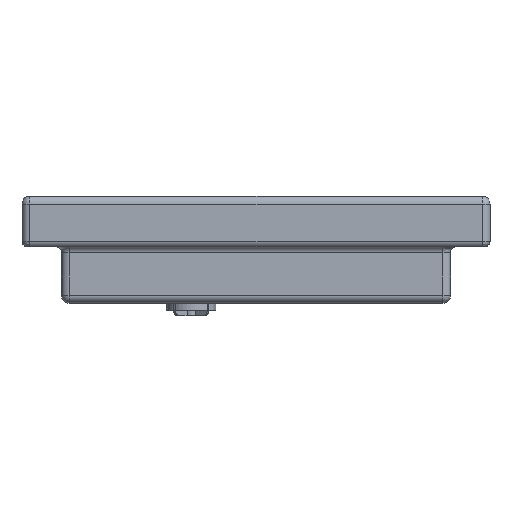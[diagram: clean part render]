
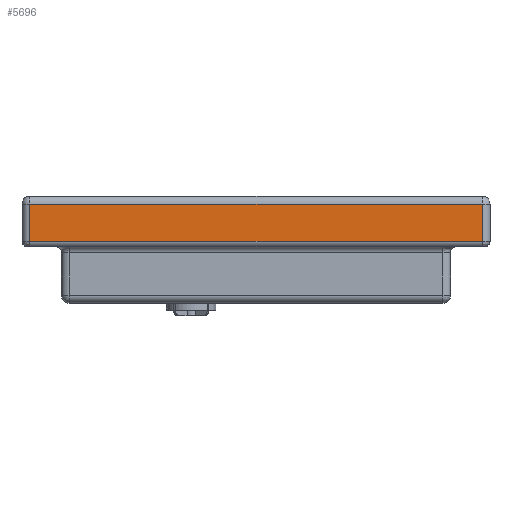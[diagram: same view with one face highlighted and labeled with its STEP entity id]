
A CAD part, left-side view. The second image highlights one B-rep face of the part: STEP entity #5696.
In plain terms, the highlighted planar face has unit normal (-1, 0, 0).
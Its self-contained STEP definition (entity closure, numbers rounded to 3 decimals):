
#4583=CARTESIAN_POINT('',(-33.231,385.173,55.0));
#4584=VERTEX_POINT('',#4583);
#4649=CARTESIAN_POINT('',(-33.231,-15.827,55.0));
#4650=VERTEX_POINT('',#4649);
#4658=CARTESIAN_POINT('',(-33.231,-15.827,55.0));
#4659=DIRECTION('',(0.0,1.0,0.0));
#4660=VECTOR('',#4659,401.0);
#4661=LINE('',#4658,#4660);
#4662=EDGE_CURVE('',#4650,#4584,#4661,.T.);
#5514=CARTESIAN_POINT('',(-33.231,-15.827,88.0));
#5515=VERTEX_POINT('',#5514);
#5524=CARTESIAN_POINT('',(-33.231,385.173,88.0));
#5525=VERTEX_POINT('',#5524);
#5533=CARTESIAN_POINT('',(-33.231,385.173,88.0));
#5534=DIRECTION('',(0.0,-1.0,0.0));
#5535=VECTOR('',#5534,401.0);
#5536=LINE('',#5533,#5535);
#5537=EDGE_CURVE('',#5525,#5515,#5536,.T.);
#5652=CARTESIAN_POINT('',(-33.231,385.173,55.0));
#5653=DIRECTION('',(0.0,0.0,1.0));
#5654=VECTOR('',#5653,33.0);
#5655=LINE('',#5652,#5654);
#5656=EDGE_CURVE('',#4584,#5525,#5655,.T.);
#5676=CARTESIAN_POINT('',(-33.231,-15.827,88.0));
#5677=DIRECTION('',(0.0,0.0,-1.0));
#5678=VECTOR('',#5677,33.0);
#5679=LINE('',#5676,#5678);
#5680=EDGE_CURVE('',#5515,#4650,#5679,.T.);
#5685=CARTESIAN_POINT('',(-33.231,-22.827,0.0));
#5686=DIRECTION('',(-1.0,0.0,0.0));
#5687=DIRECTION('',(0.0,0.0,1.0));
#5688=AXIS2_PLACEMENT_3D('',#5685,#5686,#5687);
#5689=PLANE('',#5688);
#5690=ORIENTED_EDGE('',*,*,#4662,.F.);
#5691=ORIENTED_EDGE('',*,*,#5680,.F.);
#5692=ORIENTED_EDGE('',*,*,#5537,.F.);
#5693=ORIENTED_EDGE('',*,*,#5656,.F.);
#5694=EDGE_LOOP('',(#5690,#5691,#5692,#5693));
#5695=FACE_OUTER_BOUND('',#5694,.T.);
#5696=ADVANCED_FACE('',(#5695),#5689,.T.);
